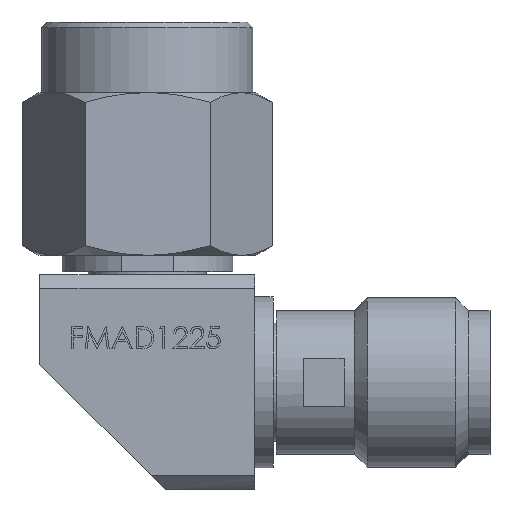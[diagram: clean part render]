
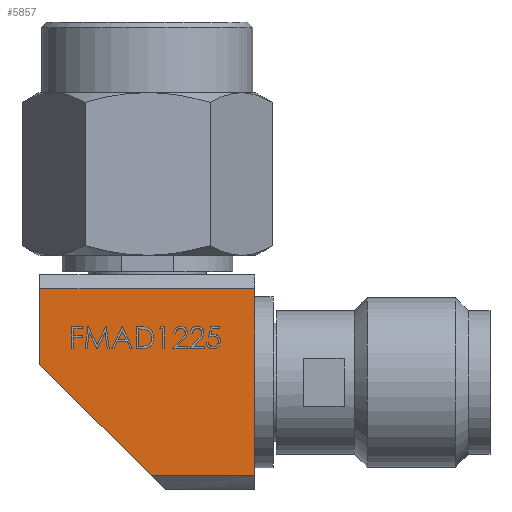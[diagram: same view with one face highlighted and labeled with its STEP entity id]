
A CAD part, top view. The second image highlights one B-rep face of the part: STEP entity #5857.
In plain terms, the highlighted planar face has unit normal (0, 0, 1).
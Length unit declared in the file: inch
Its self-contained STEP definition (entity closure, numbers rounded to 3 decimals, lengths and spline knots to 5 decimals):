
#206 = DIRECTION ( 'NONE',  ( 1., 0., 0. ) ) ;
#351 = ORIENTED_EDGE ( 'NONE', *, *, #4019, .T. ) ;
#1187 = ORIENTED_EDGE ( 'NONE', *, *, #3583, .F. ) ;
#1395 = DIRECTION ( 'NONE',  ( 0., 0., 1. ) ) ;
#1539 = DIRECTION ( 'NONE',  ( 1., 0., 0. ) ) ;
#1547 = VERTEX_POINT ( 'NONE', #2627 ) ;
#1560 = CARTESIAN_POINT ( 'NONE',  ( -0.17707, -0.13553, 0.15591 ) ) ;
#2310 = EDGE_CURVE ( 'NONE', #7366, #1547, #3594, .T. ) ;
#2597 = LINE ( 'NONE', #4959, #7563 ) ;
#2627 = CARTESIAN_POINT ( 'NONE',  ( -0.02677, -0.13553, 0.15591 ) ) ;
#2638 = VERTEX_POINT ( 'NONE', #5669 ) ;
#3208 = CARTESIAN_POINT ( 'NONE',  ( -0.33858, 0.13553, 0.15591 ) ) ;
#3583 = EDGE_CURVE ( 'NONE', #3741, #2638, #6977, .T. ) ;
#3594 = LINE ( 'NONE', #6055, #5281 ) ;
#3741 = VERTEX_POINT ( 'NONE', #3208 ) ;
#3839 = ORIENTED_EDGE ( 'NONE', *, *, #6357, .T. ) ;
#3922 = EDGE_CURVE ( 'NONE', #6975, #7366, #7528, .T. ) ;
#3999 = CARTESIAN_POINT ( 'NONE',  ( -0.33858, 0.13553, 0.15591 ) ) ;
#4019 = EDGE_CURVE ( 'NONE', #3741, #6975, #6536, .T. ) ;
#4247 = VECTOR ( 'NONE', #6649, 39.37008 ) ;
#4261 = AXIS2_PLACEMENT_3D ( 'NONE', #7389, #1395, #206 ) ;
#4959 = CARTESIAN_POINT ( 'NONE',  ( -0.02677, -0.13553, 0.15591 ) ) ;
#5244 = VECTOR ( 'NONE', #1539, 39.37008 ) ;
#5249 = CARTESIAN_POINT ( 'NONE',  ( -0.33858, 0.02598, 0.15591 ) ) ;
#5281 = VECTOR ( 'NONE', #5419, 39.37008 ) ;
#5327 = ORIENTED_EDGE ( 'NONE', *, *, #2310, .T. ) ;
#5419 = DIRECTION ( 'NONE',  ( 1., 0., 0. ) ) ;
#5563 = FACE_OUTER_BOUND ( 'NONE', #7791, .T. ) ;
#5669 = CARTESIAN_POINT ( 'NONE',  ( -0.02677, 0.13553, 0.15591 ) ) ;
#5857 = ADVANCED_FACE ( 'NONE', ( #5563 ), #7540, .T. ) ;
#5981 = CARTESIAN_POINT ( 'NONE',  ( -0.33858, 0.13553, 0.15591 ) ) ;
#6055 = CARTESIAN_POINT ( 'NONE',  ( -0.17707, -0.13553, 0.15591 ) ) ;
#6357 = EDGE_CURVE ( 'NONE', #1547, #2638, #2597, .T. ) ;
#6536 = LINE ( 'NONE', #5981, #4247 ) ;
#6649 = DIRECTION ( 'NONE',  ( 0., -1., 0. ) ) ;
#6935 = DIRECTION ( 'NONE',  ( 0.707, -0.707, 0. ) ) ;
#6940 = VECTOR ( 'NONE', #6935, 39.37008 ) ;
#6975 = VERTEX_POINT ( 'NONE', #5249 ) ;
#6977 = LINE ( 'NONE', #3999, #5244 ) ;
#7079 = ORIENTED_EDGE ( 'NONE', *, *, #3922, .T. ) ;
#7094 = CARTESIAN_POINT ( 'NONE',  ( -0.33858, 0.02598, 0.15591 ) ) ;
#7366 = VERTEX_POINT ( 'NONE', #1560 ) ;
#7372 = DIRECTION ( 'NONE',  ( 0., 1., 0. ) ) ;
#7389 = CARTESIAN_POINT ( 'NONE',  ( 0., 0., 0.15591 ) ) ;
#7528 = LINE ( 'NONE', #7094, #6940 ) ;
#7540 = PLANE ( 'NONE',  #4261 ) ;
#7563 = VECTOR ( 'NONE', #7372, 39.37008 ) ;
#7791 = EDGE_LOOP ( 'NONE', ( #3839, #1187, #351, #7079, #5327 ) ) ;
